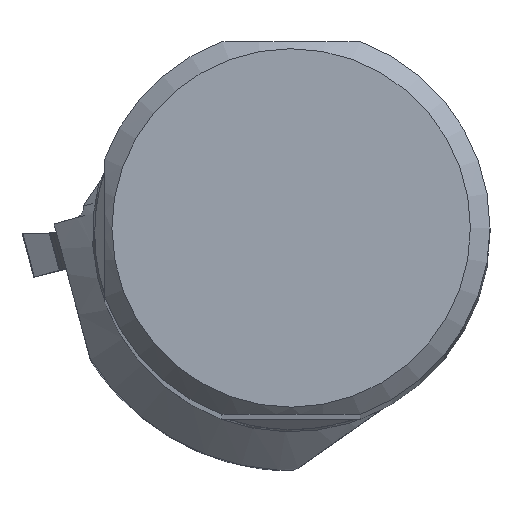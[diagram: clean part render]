
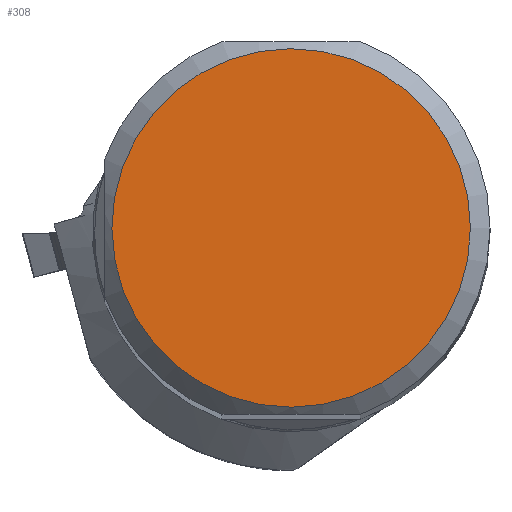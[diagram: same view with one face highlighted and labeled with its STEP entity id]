
A CAD part, top view. The second image highlights one B-rep face of the part: STEP entity #308.
In plain terms, the highlighted planar face has unit normal (0, 0, 1).
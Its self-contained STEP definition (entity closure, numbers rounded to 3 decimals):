
#224=CIRCLE('',#2197,22.888);
#308=ADVANCED_FACE('',(#456),#370,.T.);
#370=PLANE('',#2201);
#456=FACE_OUTER_BOUND('',#561,.T.);
#561=EDGE_LOOP('',(#1086));
#1086=ORIENTED_EDGE('',*,*,#1638,.T.);
#1374=VERTEX_POINT('',#4238);
#1638=EDGE_CURVE('',#1374,#1374,#224,.T.);
#2197=AXIS2_PLACEMENT_3D('',#4237,#2666,#2667);
#2201=AXIS2_PLACEMENT_3D('',#4246,#2676,#2677);
#2666=DIRECTION('',(0.,0.,1.));
#2667=DIRECTION('',(1.,0.,0.));
#2676=DIRECTION('',(0.,0.,1.));
#2677=DIRECTION('',(1.,0.,0.));
#4237=CARTESIAN_POINT('',(0.,0.,0.));
#4238=CARTESIAN_POINT('',(22.888,0.,0.));
#4246=CARTESIAN_POINT('',(0.,0.,
0.));
